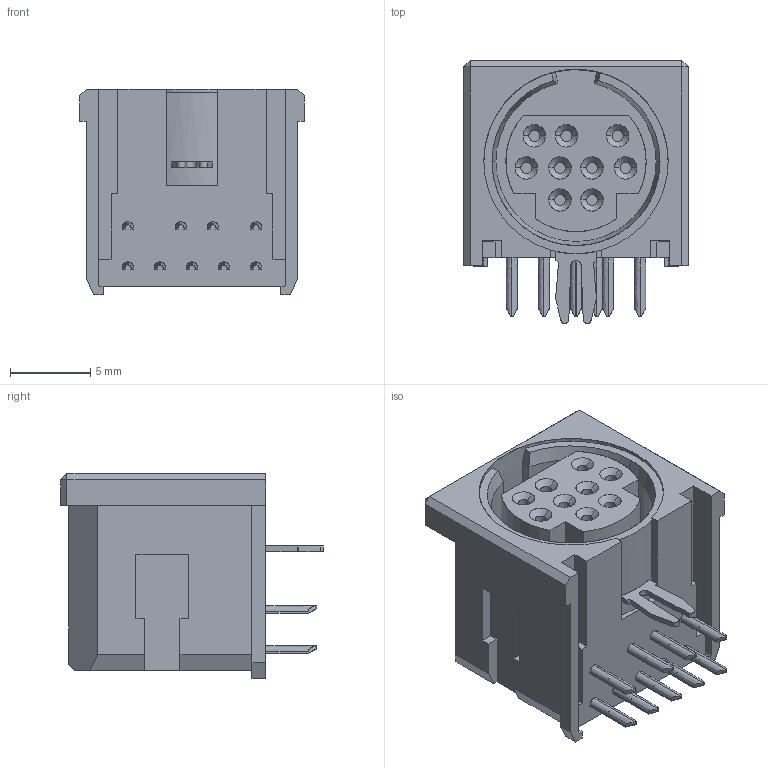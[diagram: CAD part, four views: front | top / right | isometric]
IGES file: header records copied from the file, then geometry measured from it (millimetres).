
Start section: SolidWorks IGES file using analytic representation for surfaces
Global section: file name: Will'KMDGX-9S-N.IGS; native system: SolidWorks 2012; preprocessor: SolidWorks 2012; author: William; date: 130117.100819; units: millimetre
Bounding box: 14 x 16.4 x 12.8 mm (x, y, z)
Surface area: 1656.3 mm2 (no closed solid volume)
Topology: 0 solids, 0 shells, 311 faces, 2316 edges, 2316 vertices
Faces by surface type: bspline 219, revolution 92
